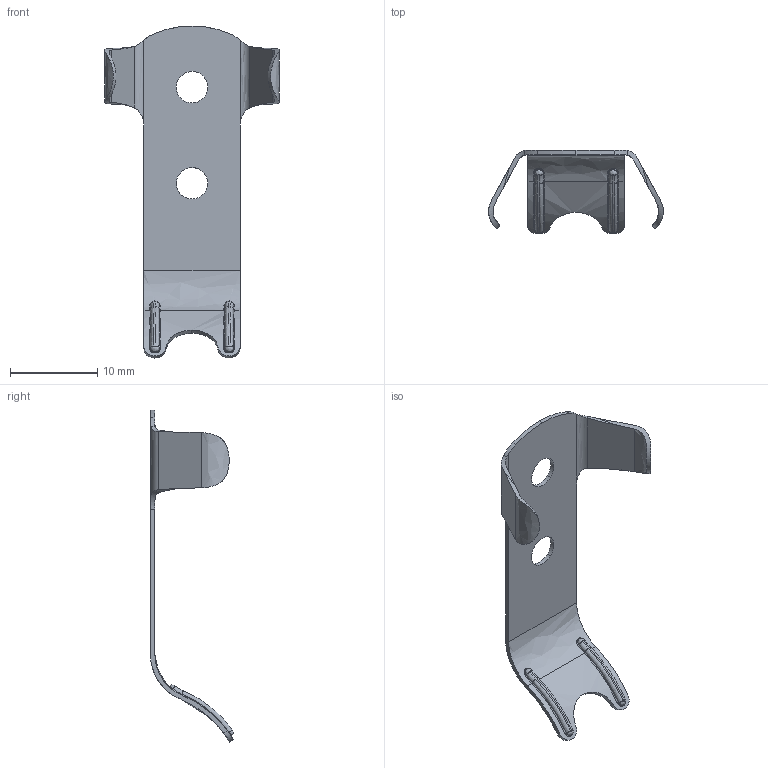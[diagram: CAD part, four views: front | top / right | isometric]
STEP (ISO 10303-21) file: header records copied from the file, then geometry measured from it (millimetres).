
FILE_DESCRIPTION((''),'2;1');
FILE_NAME('','2006-01-16T15:46:33',(''),(''),'','CADfix','');
FILE_SCHEMA(('AUTOMOTIVE_DESIGN'));
Length unit declared in the file: millimetre
Products named in the file (1): fixing bracket
Bounding box: 20 x 9.5 x 38 mm (x, y, z)
Volume: 275.2 mm3; surface area: 1194 mm2
Topology: 1 solids, 1 shells, 96 faces, 264 edges, 170 vertices
Faces by surface type: bspline 96
Entity records: 5861 total; most frequent: CARTESIAN_POINT 4313, ORIENTED_EDGE 528, EDGE_CURVE 264, B_SPLINE_CURVE_WITH_KNOTS 201, VERTEX_POINT 170, EDGE_LOOP 100, FACE_OUTER_BOUND 96, ADVANCED_FACE 96
